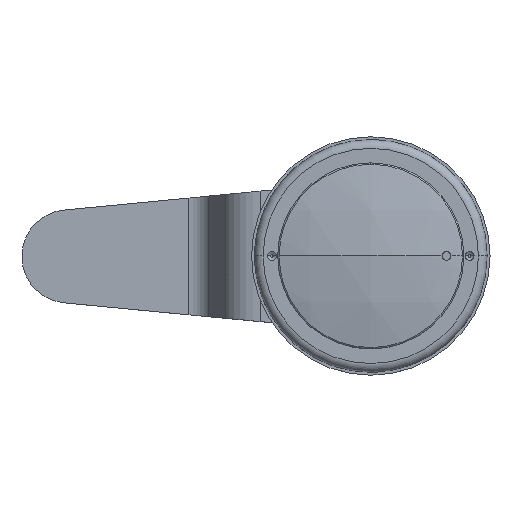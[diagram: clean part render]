
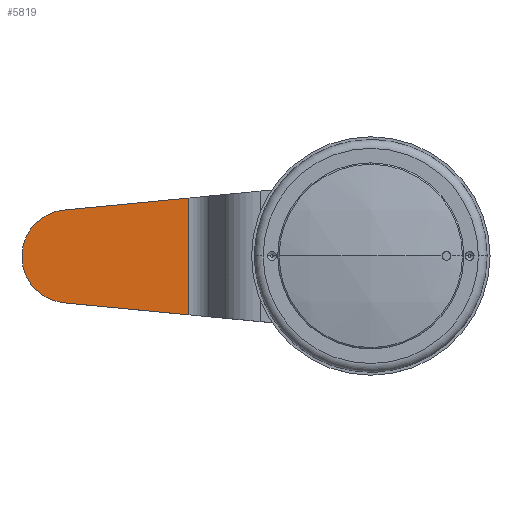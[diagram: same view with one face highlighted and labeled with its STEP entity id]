
A CAD part, top view. The second image highlights one B-rep face of the part: STEP entity #5819.
In plain terms, the highlighted planar face has unit normal (0, 0, 1).
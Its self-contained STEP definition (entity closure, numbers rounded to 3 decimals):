
#26 = VECTOR ( 'NONE', #6736, 1000. ) ;
#58 = EDGE_CURVE ( 'NONE', #299, #2190, #8807, .T. ) ;
#299 = VERTEX_POINT ( 'NONE', #3937 ) ;
#489 = VECTOR ( 'NONE', #4592, 1000. ) ;
#1010 = AXIS2_PLACEMENT_3D ( 'NONE', #7540, #3281, #8259 ) ;
#1496 = FACE_OUTER_BOUND ( 'NONE', #4677, .T. ) ;
#2190 = VERTEX_POINT ( 'NONE', #4382 ) ;
#2209 = CARTESIAN_POINT ( 'NONE',  ( -52.769, 7.963, -10. ) ) ;
#2629 = DIRECTION ( 'NONE',  ( -0.995, 0.096, 0. ) ) ;
#2647 = CARTESIAN_POINT ( 'NONE',  ( -52., 0., -10. ) ) ;
#2816 = ORIENTED_EDGE ( 'NONE', *, *, #58, .F. ) ;
#3010 = VERTEX_POINT ( 'NONE', #5092 ) ;
#3146 = EDGE_CURVE ( 'NONE', #3010, #299, #6394, .T. ) ;
#3197 = EDGE_CURVE ( 'NONE', #8015, #3010, #4247, .T. ) ;
#3281 = DIRECTION ( 'NONE',  ( 0., 0., -1. ) ) ;
#3301 = PLANE ( 'NONE',  #1010 ) ;
#3650 = ORIENTED_EDGE ( 'NONE', *, *, #3197, .F. ) ;
#3937 = CARTESIAN_POINT ( 'NONE',  ( -31.265, -10.04, -10. ) ) ;
#4032 = DIRECTION ( 'NONE',  ( -1., 0., 0. ) ) ;
#4112 = CARTESIAN_POINT ( 'NONE',  ( -33.661, -9.809, -10. ) ) ;
#4186 = EDGE_CURVE ( 'NONE', #2190, #8015, #5583, .T. ) ;
#4247 = LINE ( 'NONE', #8960, #489 ) ;
#4348 = ORIENTED_EDGE ( 'NONE', *, *, #3146, .F. ) ;
#4382 = CARTESIAN_POINT ( 'NONE',  ( -52.769, -7.963, -10. ) ) ;
#4592 = DIRECTION ( 'NONE',  ( 0.995, 0.096, 0. ) ) ;
#4677 = EDGE_LOOP ( 'NONE', ( #2816, #4348, #3650, #5235 ) ) ;
#5092 = CARTESIAN_POINT ( 'NONE',  ( -31.265, 10.04, -10. ) ) ;
#5235 = ORIENTED_EDGE ( 'NONE', *, *, #4186, .F. ) ;
#5583 = CIRCLE ( 'NONE', #7015, 8. ) ;
#5819 = ADVANCED_FACE ( 'NONE', ( #1496 ), #3301, .F. ) ;
#6394 = LINE ( 'NONE', #7500, #26 ) ;
#6736 = DIRECTION ( 'NONE',  ( 0., -1., 0. ) ) ;
#7015 = AXIS2_PLACEMENT_3D ( 'NONE', #2647, #8380, #4032 ) ;
#7500 = CARTESIAN_POINT ( 'NONE',  ( -31.265, 15., -10. ) ) ;
#7540 = CARTESIAN_POINT ( 'NONE',  ( -31.265, 15., -10. ) ) ;
#8015 = VERTEX_POINT ( 'NONE', #2209 ) ;
#8259 = DIRECTION ( 'NONE',  ( -1., 0., 0. ) ) ;
#8380 = DIRECTION ( 'NONE',  ( 0., 0., -1. ) ) ;
#8444 = VECTOR ( 'NONE', #2629, 1000. ) ;
#8807 = LINE ( 'NONE', #4112, #8444 ) ;
#8960 = CARTESIAN_POINT ( 'NONE',  ( -30.79, 10.086, -10. ) ) ;
